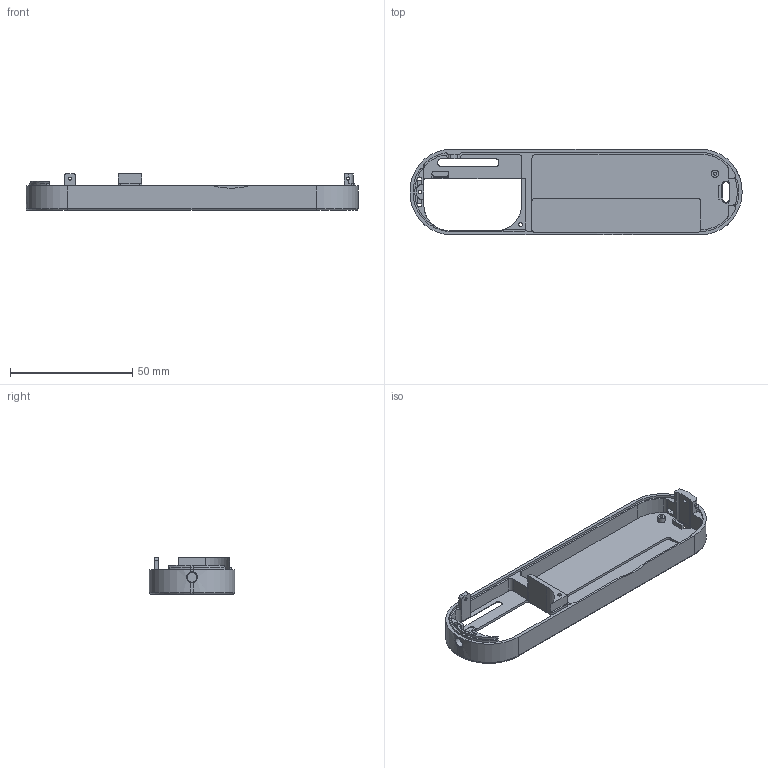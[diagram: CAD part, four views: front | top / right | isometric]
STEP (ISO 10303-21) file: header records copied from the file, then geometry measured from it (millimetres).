
FILE_DESCRIPTION(/* description */ ('','CAx-IF Rec.Pracs.---Representation and Presentation of Product Manufacturing Information (PMI)---4.0---2014-10-13'),/* implementation_level */ '2;1');
FILE_NAME(/* name */ 'Base plate.step',/* time_stamp */ '2025-03-23T15:19:10+02:00',/* author */ (''),/* organization */ (''),/* preprocessor_version */ 'ST-DEVELOPER v20',/* originating_system */ 'Autodesk Translation Framework v13.20.0.188',/* authorisation */ '');
FILE_SCHEMA (('AP242_MANAGED_MODEL_BASED_3D_ENGINEERING_MIM_LF { 1 0 10303 442 1 1 4 }'));
Length unit declared in the file: millimetre
Products named in the file (1): Base plate
Bounding box: 136 x 35 x 15 mm (x, y, z)
Volume: 11475.8 mm3; surface area: 14588.9 mm2
Topology: 1 solids, 1 shells, 243 faces, 681 edges, 442 vertices
Faces by surface type: plane 113, cylinder 100, bspline 16, cone 8, torus 4, sphere 2
Full cylindrical faces by diameter (mm): 1.25 x5, 1.6 x5, 3 x5, 4 x1
Entity records: 8538 total; most frequent: CARTESIAN_POINT 2125, ORIENTED_EDGE 1362, DIRECTION 1326, EDGE_CURVE 681, AXIS2_PLACEMENT_3D 464, VERTEX_POINT 442, LINE 398, VECTOR 398
